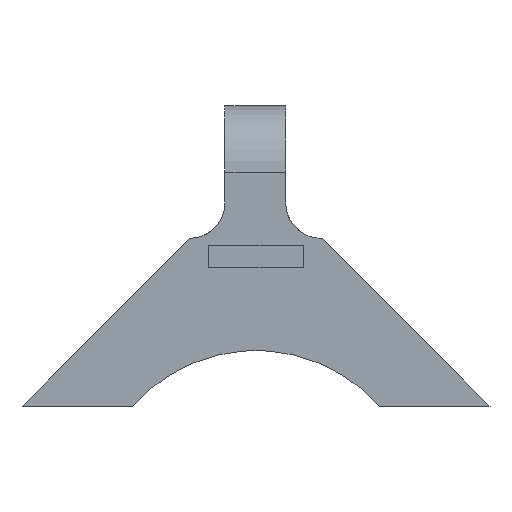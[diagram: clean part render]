
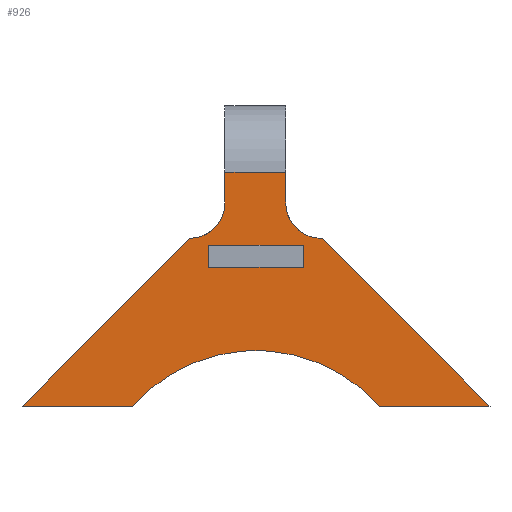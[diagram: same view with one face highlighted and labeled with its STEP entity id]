
A CAD part, front view. The second image highlights one B-rep face of the part: STEP entity #926.
In plain terms, the highlighted planar face has unit normal (0, -1, 0).
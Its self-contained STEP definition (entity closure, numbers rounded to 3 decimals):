
#1=CARTESIAN_POINT('',(0.017,-150.,-8.916));
#2=DIRECTION('',(0.,-1.,0.));
#3=DIRECTION('',(0.749,0.,0.662));
#4=AXIS2_PLACEMENT_3D('',#1,#2,#3);
#6=DIRECTION('',(-1.,0.,0.));
#7=VECTOR('',#6,0.136);
#8=CARTESIAN_POINT('',(1.53,-150.,9.649));
#9=LINE('',#8,#7);
#10=CARTESIAN_POINT('',(0.017,-150.,-5.72));
#11=DIRECTION('',(0.,-1.,0.));
#12=DIRECTION('',(0.089,0.,0.996));
#13=AXIS2_PLACEMENT_3D('',#10,#11,#12);
#15=DIRECTION('',(-1.,0.,0.));
#16=VECTOR('',#15,0.136);
#17=CARTESIAN_POINT('',(-1.36,-150.,9.649));
#18=LINE('',#17,#16);
#19=CARTESIAN_POINT('',(0.017,-150.,-8.916));
#20=DIRECTION('',(0.,-1.,0.));
#21=DIRECTION('',(-0.081,0.,0.997));
#22=AXIS2_PLACEMENT_3D('',#19,#20,#21);
#24=DIRECTION('',(0.707,0.,0.707));
#25=VECTOR('',#24,26.867);
#26=CARTESIAN_POINT('',(-26.481,-150.,3.424));
#27=LINE('',#26,#25);
#28=DIRECTION('',(0.,0.,1.));
#29=VECTOR('',#28,3.5);
#30=CARTESIAN_POINT('',(-3.511,-150.,26.422));
#31=LINE('',#30,#29);
#32=DIRECTION('',(1.,0.,0.));
#33=VECTOR('',#32,6.898);
#34=CARTESIAN_POINT('',(-3.511,-150.,29.922));
#35=LINE('',#34,#33);
#36=DIRECTION('',(1.,0.,0.));
#37=VECTOR('',#36,0.13);
#38=CARTESIAN_POINT('',(7.387,-150.,22.422));
#39=LINE('',#38,#37);
#40=DIRECTION('',(0.707,0.,-0.707));
#41=VECTOR('',#40,26.867);
#42=CARTESIAN_POINT('',(7.517,-150.,22.422));
#43=LINE('',#42,#41);
#44=DIRECTION('',(0.,0.,-1.));
#45=VECTOR('',#44,2.5);
#46=CARTESIAN_POINT('',(5.358,-150.,21.646));
#47=LINE('',#46,#45);
#48=DIRECTION('',(1.,0.,0.));
#49=VECTOR('',#48,10.686);
#50=CARTESIAN_POINT('',(-5.328,-150.,21.646));
#51=LINE('',#50,#49);
#52=DIRECTION('',(0.,0.,1.));
#53=VECTOR('',#52,2.5);
#54=CARTESIAN_POINT('',(-5.328,-150.,19.146));
#55=LINE('',#54,#53);
#56=DIRECTION('',(-1.,0.,0.));
#57=VECTOR('',#56,10.686);
#58=CARTESIAN_POINT('',(5.358,-150.,19.146));
#59=LINE('',#58,#57);
#60=DIRECTION('',(1.,0.,0.));
#61=VECTOR('',#60,12.545);
#62=CARTESIAN_POINT('',(13.97,-150.,3.424));
#63=LINE('',#62,#61);
#479=CARTESIAN_POINT('',(-7.511,-150.,26.422));
#480=DIRECTION('',(0.,1.,0.));
#481=DIRECTION('',(1.,0.,0.));
#482=AXIS2_PLACEMENT_3D('',#479,#480,#481);
#555=DIRECTION('',(0.,0.,1.));
#556=VECTOR('',#555,3.5);
#557=CARTESIAN_POINT('',(3.387,-150.,26.422));
#558=LINE('',#557,#556);
#564=CARTESIAN_POINT('',(7.387,-150.,26.422));
#565=DIRECTION('',(0.,1.,0.));
#566=DIRECTION('',(0.,0.,-1.));
#567=AXIS2_PLACEMENT_3D('',#564,#565,#566);
#569=DIRECTION('',(1.,0.,0.));
#570=VECTOR('',#569,12.545);
#571=CARTESIAN_POINT('',(-26.481,-150.,3.424));
#572=LINE('',#571,#570);
#699=CARTESIAN_POINT('',(7.517,-150.,22.422));
#700=CARTESIAN_POINT('',(26.515,-150.,3.424));
#701=VERTEX_POINT('',#699);
#702=VERTEX_POINT('',#700);
#716=CARTESIAN_POINT('',(-3.511,-150.,29.922));
#718=VERTEX_POINT('',#716);
#721=CARTESIAN_POINT('',(3.387,-150.,29.922));
#722=VERTEX_POINT('',#721);
#747=CARTESIAN_POINT('',(7.387,-150.,22.422));
#749=VERTEX_POINT('',#747);
#751=CARTESIAN_POINT('',(3.387,-150.,26.422));
#753=VERTEX_POINT('',#751);
#757=CARTESIAN_POINT('',(-3.511,-150.,26.422));
#758=VERTEX_POINT('',#757);
#759=CARTESIAN_POINT('',(-26.481,-150.,3.424));
#761=VERTEX_POINT('',#759);
#781=CARTESIAN_POINT('',(5.358,-150.,21.646));
#782=VERTEX_POINT('',#781);
#783=CARTESIAN_POINT('',(5.358,-150.,19.146));
#784=VERTEX_POINT('',#783);
#785=CARTESIAN_POINT('',(-5.328,-150.,19.146));
#786=VERTEX_POINT('',#785);
#787=CARTESIAN_POINT('',(-5.328,-150.,21.646));
#788=VERTEX_POINT('',#787);
#815=CARTESIAN_POINT('',(-7.483,-150.,22.422));
#816=VERTEX_POINT('',#815);
#847=CARTESIAN_POINT('',(1.394,-150.,9.649));
#848=CARTESIAN_POINT('',(-1.36,-150.,9.649));
#849=VERTEX_POINT('',#847);
#850=VERTEX_POINT('',#848);
#851=CARTESIAN_POINT('',(-1.496,-150.,9.649));
#852=VERTEX_POINT('',#851);
#853=CARTESIAN_POINT('',(-13.936,-150.,3.424));
#854=VERTEX_POINT('',#853);
#871=CARTESIAN_POINT('',(13.97,-150.,3.424));
#872=CARTESIAN_POINT('',(1.53,-150.,9.649));
#873=VERTEX_POINT('',#871);
#874=VERTEX_POINT('',#872);
#879=CARTESIAN_POINT('',(0.,-150.,0.));
#880=DIRECTION('',(0.,1.,0.));
#881=DIRECTION('',(1.,0.,0.));
#882=AXIS2_PLACEMENT_3D('',#879,#880,#881);
#883=PLANE('',#882);
#885=ORIENTED_EDGE('',*,*,#884,.F.);
#887=ORIENTED_EDGE('',*,*,#886,.T.);
#889=ORIENTED_EDGE('',*,*,#888,.T.);
#891=ORIENTED_EDGE('',*,*,#890,.T.);
#893=ORIENTED_EDGE('',*,*,#892,.T.);
#895=ORIENTED_EDGE('',*,*,#894,.T.);
#897=ORIENTED_EDGE('',*,*,#896,.F.);
#899=ORIENTED_EDGE('',*,*,#898,.T.);
#901=ORIENTED_EDGE('',*,*,#900,.F.);
#903=ORIENTED_EDGE('',*,*,#902,.T.);
#905=ORIENTED_EDGE('',*,*,#904,.T.);
#907=ORIENTED_EDGE('',*,*,#906,.F.);
#909=ORIENTED_EDGE('',*,*,#908,.F.);
#911=ORIENTED_EDGE('',*,*,#910,.T.);
#913=ORIENTED_EDGE('',*,*,#912,.T.);
#914=EDGE_LOOP('',(#885,#887,#889,#891,#893,#895,#897,#899,#901,#903,#905,#907,
#909,#911,#913));
#915=FACE_OUTER_BOUND('',#914,.F.);
#917=ORIENTED_EDGE('',*,*,#916,.F.);
#919=ORIENTED_EDGE('',*,*,#918,.F.);
#921=ORIENTED_EDGE('',*,*,#920,.F.);
#923=ORIENTED_EDGE('',*,*,#922,.F.);
#924=EDGE_LOOP('',(#917,#919,#921,#923));
#925=FACE_BOUND('',#924,.F.);
#926=ADVANCED_FACE('',(#915,#925),#883,.F.);
#5=CIRCLE('',#4,18.626);
#14=CIRCLE('',#13,15.43);
#23=CIRCLE('',#22,18.626);
#483=CIRCLE('',#482,4.);
#568=CIRCLE('',#567,4.);
#884=EDGE_CURVE('',#873,#702,#63,.T.);
#886=EDGE_CURVE('',#873,#874,#5,.T.);
#888=EDGE_CURVE('',#874,#849,#9,.T.);
#890=EDGE_CURVE('',#849,#850,#14,.T.);
#892=EDGE_CURVE('',#850,#852,#18,.T.);
#894=EDGE_CURVE('',#852,#854,#23,.T.);
#896=EDGE_CURVE('',#761,#854,#572,.T.);
#898=EDGE_CURVE('',#761,#816,#27,.T.);
#900=EDGE_CURVE('',#758,#816,#483,.T.);
#902=EDGE_CURVE('',#758,#718,#31,.T.);
#904=EDGE_CURVE('',#718,#722,#35,.T.);
#906=EDGE_CURVE('',#753,#722,#558,.T.);
#908=EDGE_CURVE('',#749,#753,#568,.T.);
#910=EDGE_CURVE('',#749,#701,#39,.T.);
#912=EDGE_CURVE('',#701,#702,#43,.T.);
#916=EDGE_CURVE('',#782,#784,#47,.T.);
#918=EDGE_CURVE('',#788,#782,#51,.T.);
#920=EDGE_CURVE('',#786,#788,#55,.T.);
#922=EDGE_CURVE('',#784,#786,#59,.T.);
